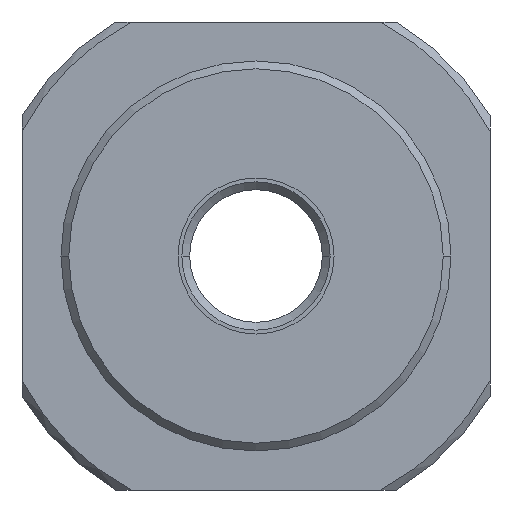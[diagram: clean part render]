
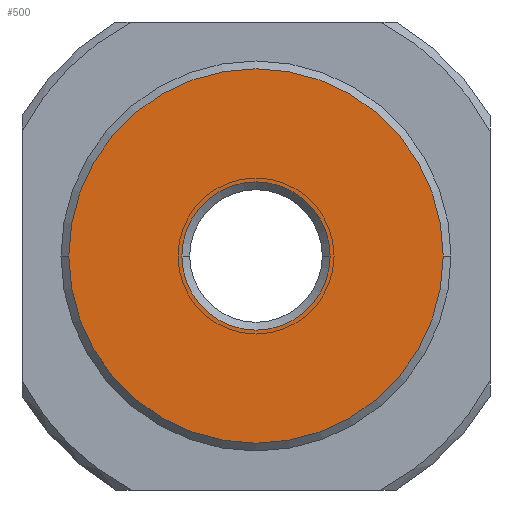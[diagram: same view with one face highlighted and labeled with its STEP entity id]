
A CAD part, front view. The second image highlights one B-rep face of the part: STEP entity #500.
In plain terms, the highlighted planar face has unit normal (0, -1, 0).
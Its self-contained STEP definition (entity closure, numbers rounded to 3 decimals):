
#25=CARTESIAN_POINT('',(0.,0.,0.));
#26=DIRECTION('',(0.,1.,0.));
#27=DIRECTION('',(-1.,0.,0.));
#28=AXIS2_PLACEMENT_3D('',#25,#26,#27);
#30=CARTESIAN_POINT('',(0.,0.,0.));
#31=DIRECTION('',(0.,1.,0.));
#32=DIRECTION('',(1.,0.,0.));
#33=AXIS2_PLACEMENT_3D('',#30,#31,#32);
#35=CARTESIAN_POINT('',(0.,0.,0.));
#36=DIRECTION('',(0.,-1.,0.));
#37=DIRECTION('',(1.,0.,0.));
#38=AXIS2_PLACEMENT_3D('',#35,#36,#37);
#40=CARTESIAN_POINT('',(0.,0.,0.));
#41=DIRECTION('',(0.,-1.,0.));
#42=DIRECTION('',(-1.,0.,0.));
#43=AXIS2_PLACEMENT_3D('',#40,#41,#42);
#467=CARTESIAN_POINT('',(-4.75,0.,0.));
#468=CARTESIAN_POINT('',(4.75,0.,0.));
#469=VERTEX_POINT('',#467);
#470=VERTEX_POINT('',#468);
#475=CARTESIAN_POINT('',(12.,0.,0.));
#476=CARTESIAN_POINT('',(-12.,0.,0.));
#477=VERTEX_POINT('',#475);
#478=VERTEX_POINT('',#476);
#483=CARTESIAN_POINT('',(0.,0.,0.));
#484=DIRECTION('',(0.,1.,0.));
#485=DIRECTION('',(1.,0.,0.));
#486=AXIS2_PLACEMENT_3D('',#483,#484,#485);
#487=PLANE('',#486);
#489=ORIENTED_EDGE('',*,*,#488,.F.);
#491=ORIENTED_EDGE('',*,*,#490,.F.);
#492=EDGE_LOOP('',(#489,#491));
#493=FACE_OUTER_BOUND('',#492,.F.);
#495=ORIENTED_EDGE('',*,*,#494,.F.);
#497=ORIENTED_EDGE('',*,*,#496,.F.);
#498=EDGE_LOOP('',(#495,#497));
#499=FACE_BOUND('',#498,.F.);
#29=CIRCLE('',#28,4.75);
#34=CIRCLE('',#33,4.75);
#39=CIRCLE('',#38,12.);
#44=CIRCLE('',#43,12.);
#488=EDGE_CURVE('',#477,#478,#39,.T.);
#490=EDGE_CURVE('',#478,#477,#44,.T.);
#494=EDGE_CURVE('',#469,#470,#29,.T.);
#496=EDGE_CURVE('',#470,#469,#34,.T.);
#500=ADVANCED_FACE('',(#493,#499),#487,.F.);
